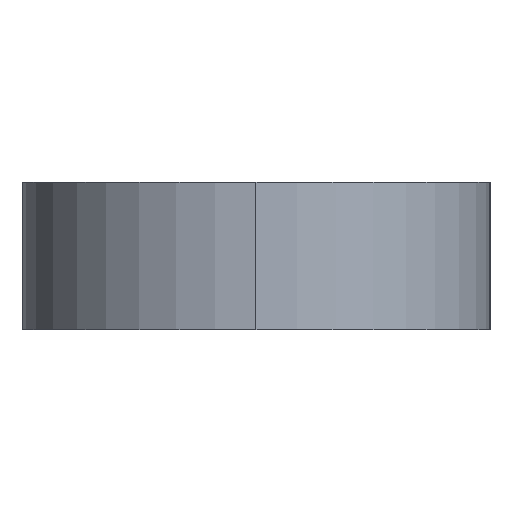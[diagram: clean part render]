
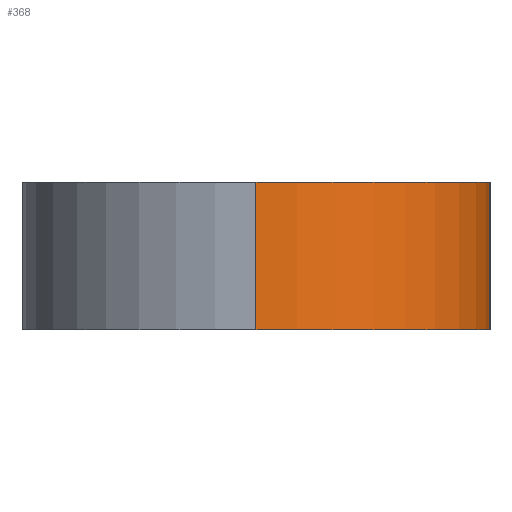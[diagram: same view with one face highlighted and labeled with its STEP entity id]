
A CAD part, left-side view. The second image highlights one B-rep face of the part: STEP entity #368.
In plain terms, the highlighted cylindrical face has radius 6.35 mm (diameter 12.7 mm), a partial arc.
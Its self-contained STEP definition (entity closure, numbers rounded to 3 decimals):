
#10 = CARTESIAN_POINT ( 'NONE',  ( -91.35, 0., 2. ) ) ;
#31 = CIRCLE ( 'NONE', #726, 6.35 ) ;
#47 = DIRECTION ( 'NONE',  ( 0., 0., -1. ) ) ;
#87 = LINE ( 'NONE', #10, #754 ) ;
#153 = ORIENTED_EDGE ( 'NONE', *, *, #676, .F. ) ;
#164 = CARTESIAN_POINT ( 'NONE',  ( -85., -6.35, 2. ) ) ;
#177 = CARTESIAN_POINT ( 'NONE',  ( -91.35, 0., 2. ) ) ;
#212 = VERTEX_POINT ( 'NONE', #351 ) ;
#215 = DIRECTION ( 'NONE',  ( -1., 0., 0. ) ) ;
#247 = AXIS2_PLACEMENT_3D ( 'NONE', #516, #47, #215 ) ;
#251 = CIRCLE ( 'NONE', #718, 6.35 ) ;
#281 = DIRECTION ( 'NONE',  ( 0., 0., -1. ) ) ;
#295 = EDGE_CURVE ( 'NONE', #629, #666, #626, .T. ) ;
#326 = CARTESIAN_POINT ( 'NONE',  ( -85., -6.35, 2. ) ) ;
#351 = CARTESIAN_POINT ( 'NONE',  ( -91.35, 0., -2. ) ) ;
#363 = CARTESIAN_POINT ( 'NONE',  ( -85., 0., -2. ) ) ;
#368 = ADVANCED_FACE ( 'NONE', ( #524 ), #748, .T. ) ;
#371 = ORIENTED_EDGE ( 'NONE', *, *, #652, .T. ) ;
#380 = CARTESIAN_POINT ( 'NONE',  ( -85., 0., 2. ) ) ;
#430 = DIRECTION ( 'NONE',  ( 0., 0., 1. ) ) ;
#436 = CARTESIAN_POINT ( 'NONE',  ( -85., -6.35, -2. ) ) ;
#446 = EDGE_LOOP ( 'NONE', ( #153, #371, #591, #618 ) ) ;
#505 = DIRECTION ( 'NONE',  ( 1., 0., 0. ) ) ;
#508 = DIRECTION ( 'NONE',  ( 0., 0., -1. ) ) ;
#516 = CARTESIAN_POINT ( 'NONE',  ( -85., 0., 2. ) ) ;
#524 = FACE_OUTER_BOUND ( 'NONE', #446, .T. ) ;
#544 = VERTEX_POINT ( 'NONE', #177 ) ;
#555 = EDGE_CURVE ( 'NONE', #212, #666, #31, .T. ) ;
#591 = ORIENTED_EDGE ( 'NONE', *, *, #555, .T. ) ;
#594 = VECTOR ( 'NONE', #281, 1000. ) ;
#602 = DIRECTION ( 'NONE',  ( 0., 0., 1. ) ) ;
#618 = ORIENTED_EDGE ( 'NONE', *, *, #295, .F. ) ;
#626 = LINE ( 'NONE', #164, #594 ) ;
#629 = VERTEX_POINT ( 'NONE', #326 ) ;
#652 = EDGE_CURVE ( 'NONE', #544, #212, #87, .T. ) ;
#666 = VERTEX_POINT ( 'NONE', #436 ) ;
#667 = DIRECTION ( 'NONE',  ( 1., 0., 0. ) ) ;
#676 = EDGE_CURVE ( 'NONE', #544, #629, #251, .T. ) ;
#718 = AXIS2_PLACEMENT_3D ( 'NONE', #380, #430, #667 ) ;
#726 = AXIS2_PLACEMENT_3D ( 'NONE', #363, #602, #505 ) ;
#748 = CYLINDRICAL_SURFACE ( 'NONE', #247, 6.35 ) ;
#754 = VECTOR ( 'NONE', #508, 1000. ) ;
